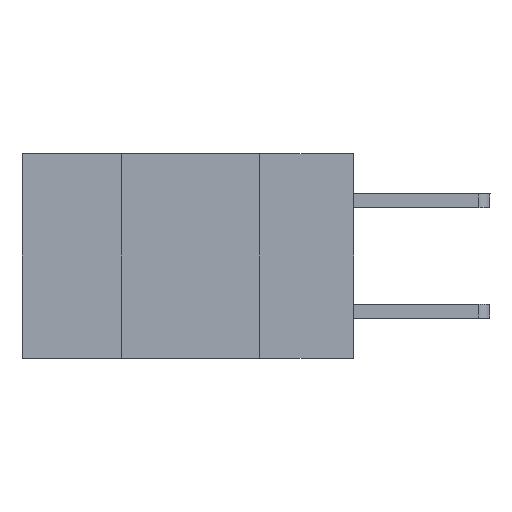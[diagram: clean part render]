
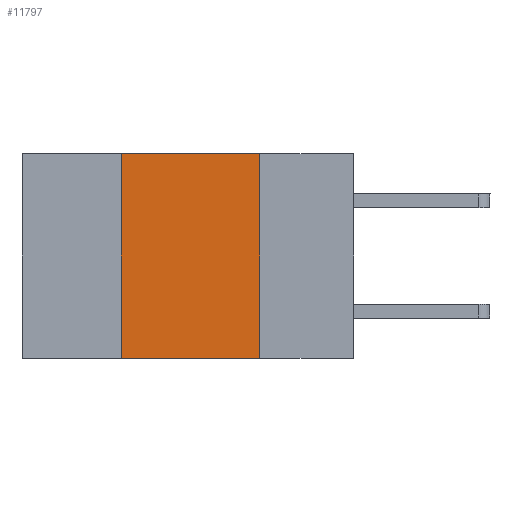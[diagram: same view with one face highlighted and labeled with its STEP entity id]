
A CAD part, left-side view. The second image highlights one B-rep face of the part: STEP entity #11797.
In plain terms, the highlighted planar face has unit normal (-1, 0, 0).
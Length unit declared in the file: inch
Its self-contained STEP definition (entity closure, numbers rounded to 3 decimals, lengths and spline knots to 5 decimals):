
#24 = VERTEX_POINT ( 'NONE', #6811 ) ;
#130 = EDGE_LOOP ( 'NONE', ( #7302, #10855, #10335, #8360 ) ) ;
#136 = FACE_OUTER_BOUND ( 'NONE', #130, .T. ) ;
#1275 = VECTOR ( 'NONE', #9604, 39.37008 ) ;
#1594 = LINE ( 'NONE', #12210, #13395 ) ;
#1764 = VECTOR ( 'NONE', #12816, 39.37008 ) ;
#2561 = LINE ( 'NONE', #8330, #1764 ) ;
#3452 = CARTESIAN_POINT ( 'NONE',  ( 0., 0.42, -0.37 ) ) ;
#3513 = DIRECTION ( 'NONE',  ( 0., 0., -1. ) ) ;
#3628 = LINE ( 'NONE', #5161, #14805 ) ;
#5042 = CARTESIAN_POINT ( 'NONE',  ( 0., 0.42, 0. ) ) ;
#5161 = CARTESIAN_POINT ( 'NONE',  ( 0., 0.17, 0. ) ) ;
#6042 = CARTESIAN_POINT ( 'NONE',  ( 0., 0.42, 0. ) ) ;
#6221 = CARTESIAN_POINT ( 'NONE',  ( 0., 0.17, -0.37 ) ) ;
#6345 = DIRECTION ( 'NONE',  ( 0., 0., -1. ) ) ;
#6811 = CARTESIAN_POINT ( 'NONE',  ( 0., 0.17, 0. ) ) ;
#7302 = ORIENTED_EDGE ( 'NONE', *, *, #13399, .F. ) ;
#8156 = PLANE ( 'NONE',  #11367 ) ;
#8330 = CARTESIAN_POINT ( 'NONE',  ( 0., 0.6, -0.37 ) ) ;
#8360 = ORIENTED_EDGE ( 'NONE', *, *, #14820, .T. ) ;
#8632 = VERTEX_POINT ( 'NONE', #6221 ) ;
#9277 = CARTESIAN_POINT ( 'NONE',  ( 0., 0.6, 0. ) ) ;
#9575 = EDGE_CURVE ( 'NONE', #13180, #24, #1594, .T. ) ;
#9604 = DIRECTION ( 'NONE',  ( 0., 0., 1. ) ) ;
#10335 = ORIENTED_EDGE ( 'NONE', *, *, #14081, .F. ) ;
#10390 = DIRECTION ( 'NONE',  ( 1., 0., 0. ) ) ;
#10855 = ORIENTED_EDGE ( 'NONE', *, *, #9575, .F. ) ;
#11367 = AXIS2_PLACEMENT_3D ( 'NONE', #9277, #10390, #3513 ) ;
#11797 = ADVANCED_FACE ( 'NONE', ( #136 ), #8156, .F. ) ;
#12210 = CARTESIAN_POINT ( 'NONE',  ( 0., 0.6, 0. ) ) ;
#12816 = DIRECTION ( 'NONE',  ( 0., -1., 0. ) ) ;
#13138 = LINE ( 'NONE', #5042, #1275 ) ;
#13180 = VERTEX_POINT ( 'NONE', #6042 ) ;
#13226 = DIRECTION ( 'NONE',  ( 0., -1., 0. ) ) ;
#13395 = VECTOR ( 'NONE', #13226, 39.37008 ) ;
#13399 = EDGE_CURVE ( 'NONE', #24, #8632, #3628, .T. ) ;
#13812 = VERTEX_POINT ( 'NONE', #3452 ) ;
#14081 = EDGE_CURVE ( 'NONE', #13812, #13180, #13138, .T. ) ;
#14805 = VECTOR ( 'NONE', #6345, 39.37008 ) ;
#14820 = EDGE_CURVE ( 'NONE', #13812, #8632, #2561, .T. ) ;
